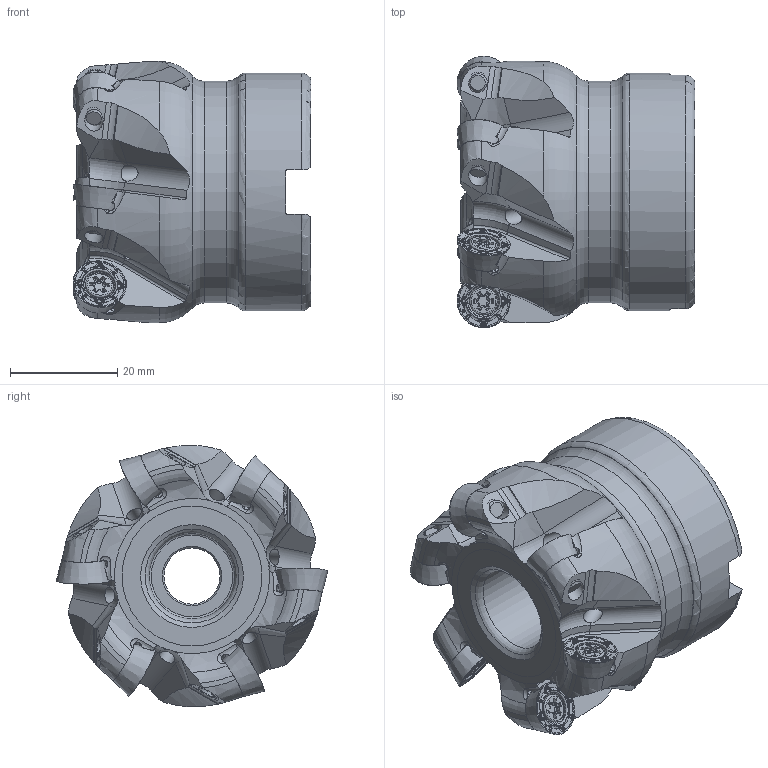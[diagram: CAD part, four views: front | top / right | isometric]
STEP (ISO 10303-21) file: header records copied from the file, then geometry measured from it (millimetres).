
FILE_DESCRIPTION(/* description */ (''),/* implementation_level */ '2;1');
FILE_NAME(/* name */ 'CUTTER-F-RDKT10-D200Z6S075I.stp',/* time_stamp */ '2020-04-24T14:42:17+09:00',/* author */ (''),/* organization */ (''),/* preprocessor_version */ 'ST-DEVELOPER v16',/* originating_system */ 'SIEMENS PLM Software NX 10.0',/* authorisation */ '');
FILE_SCHEMA (('CONFIG_CONTROL_DESIGN'));
Length unit declared in the file: millimetre
Products named in the file (1): CUTTER-F-RDKT10-D200Z6S075I
Bounding box: 44.45 x 50.75 x 48.81 mm (x, y, z)
Volume: 50876.9 mm3; surface area: 15473 mm2
Topology: 13 solids, 13 shells, 3505 faces, 8373 edges, 4657 vertices
Faces by surface type: bspline 2112, torus 381, cylinder 346, sphere 246, plane 239, cone 181
Full cylindrical faces by diameter (mm): 3 x6, 3.5 x6, 3.7 x6, 4 x6, 4.4 x6, 5.2 x6, 10.49 x1, 16.002 x1, 19.05 x1, 19.85 x1, 41.45 x1, 44.45 x1
Entity records: 133413 total; most frequent: CARTESIAN_POINT 69267, ORIENTED_EDGE 15868, DIRECTION 10008, EDGE_CURVE 7934, AXIS2_PLACEMENT_3D 4640, VERTEX_POINT 4602, B_SPLINE_CURVE_WITH_KNOTS 3882, EDGE_LOOP 3690
